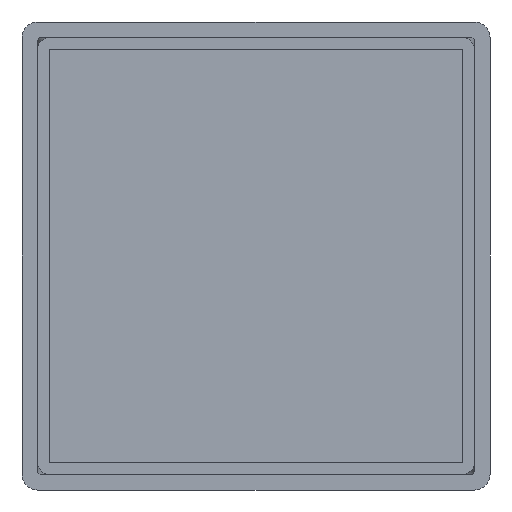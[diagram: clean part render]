
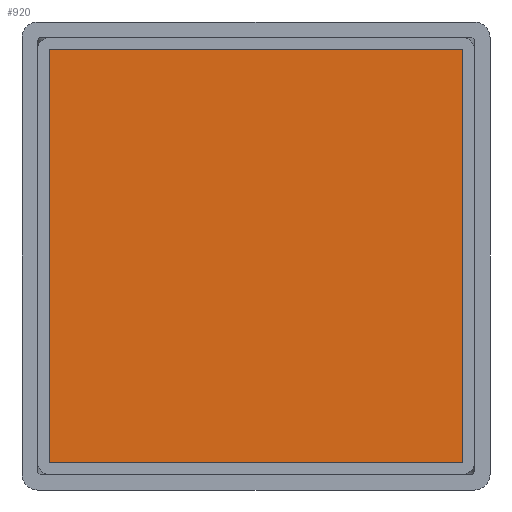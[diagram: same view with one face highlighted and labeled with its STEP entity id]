
A CAD part, front view. The second image highlights one B-rep face of the part: STEP entity #920.
In plain terms, the highlighted planar face has unit normal (0, -1, 0).
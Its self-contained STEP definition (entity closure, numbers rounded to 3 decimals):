
#23 = CARTESIAN_POINT ( 'NONE',  ( -26.5, 20., 26.5 ) ) ;
#25 = ORIENTED_EDGE ( 'NONE', *, *, #466, .F. ) ;
#56 = DIRECTION ( 'NONE',  ( 0., 1., 0. ) ) ;
#64 = CARTESIAN_POINT ( 'NONE',  ( -26.25, 20., -26.5 ) ) ;
#67 = ORIENTED_EDGE ( 'NONE', *, *, #830, .T. ) ;
#96 = VECTOR ( 'NONE', #492, 1000. ) ;
#99 = VECTOR ( 'NONE', #706, 1000. ) ;
#111 = CARTESIAN_POINT ( 'NONE',  ( 26.25, 20., -26.5 ) ) ;
#115 = DIRECTION ( 'NONE',  ( 0., 0., -1. ) ) ;
#120 = CARTESIAN_POINT ( 'NONE',  ( 26.5, 20., 26.25 ) ) ;
#134 = EDGE_CURVE ( 'NONE', #866, #627, #1246, .T. ) ;
#153 = CIRCLE ( 'NONE', #1072, 0.25 ) ;
#189 = CARTESIAN_POINT ( 'NONE',  ( 26.25, 20., 26.5 ) ) ;
#207 = DIRECTION ( 'NONE',  ( 0., -1., 0. ) ) ;
#227 = PLANE ( 'NONE',  #864 ) ;
#279 = EDGE_CURVE ( 'NONE', #1194, #929, #468, .T. ) ;
#290 = ORIENTED_EDGE ( 'NONE', *, *, #654, .F. ) ;
#316 = LINE ( 'NONE', #23, #96 ) ;
#354 = VECTOR ( 'NONE', #115, 1000. ) ;
#359 = CARTESIAN_POINT ( 'NONE',  ( -26.25, 20., 26.5 ) ) ;
#363 = DIRECTION ( 'NONE',  ( 0., 0., 1. ) ) ;
#379 = VERTEX_POINT ( 'NONE', #359 ) ;
#418 = ORIENTED_EDGE ( 'NONE', *, *, #279, .F. ) ;
#420 = FACE_OUTER_BOUND ( 'NONE', #529, .T. ) ;
#466 = EDGE_CURVE ( 'NONE', #379, #798, #316, .T. ) ;
#468 = LINE ( 'NONE', #952, #708 ) ;
#485 = EDGE_CURVE ( 'NONE', #379, #929, #153, .T. ) ;
#492 = DIRECTION ( 'NONE',  ( 1., 0., 0. ) ) ;
#515 = DIRECTION ( 'NONE',  ( 0., 0., 1. ) ) ;
#529 = EDGE_LOOP ( 'NONE', ( #549, #67, #25, #535, #418, #861, #290, #729 ) ) ;
#535 = ORIENTED_EDGE ( 'NONE', *, *, #485, .T. ) ;
#536 = CARTESIAN_POINT ( 'NONE',  ( -26.5, 20., -26.25 ) ) ;
#544 = CARTESIAN_POINT ( 'NONE',  ( 26.25, 20., -26.25 ) ) ;
#549 = ORIENTED_EDGE ( 'NONE', *, *, #791, .F. ) ;
#588 = AXIS2_PLACEMENT_3D ( 'NONE', #857, #606, #969 ) ;
#606 = DIRECTION ( 'NONE',  ( 0., -1., 0. ) ) ;
#621 = DIRECTION ( 'NONE',  ( 0., 0., 1. ) ) ;
#622 = DIRECTION ( 'NONE',  ( 0., 0., 1. ) ) ;
#627 = VERTEX_POINT ( 'NONE', #712 ) ;
#654 = EDGE_CURVE ( 'NONE', #866, #764, #717, .T. ) ;
#705 = CARTESIAN_POINT ( 'NONE',  ( 0., 20., 0. ) ) ;
#706 = DIRECTION ( 'NONE',  ( -1., 0., 0. ) ) ;
#708 = VECTOR ( 'NONE', #363, 1000. ) ;
#712 = CARTESIAN_POINT ( 'NONE',  ( 26.5, 20., -26.25 ) ) ;
#717 = LINE ( 'NONE', #818, #99 ) ;
#720 = DIRECTION ( 'NONE',  ( 0., -1., 0. ) ) ;
#721 = CARTESIAN_POINT ( 'NONE',  ( -26.5, 20., 26.25 ) ) ;
#729 = ORIENTED_EDGE ( 'NONE', *, *, #134, .T. ) ;
#756 = CIRCLE ( 'NONE', #1177, 0.25 ) ;
#764 = VERTEX_POINT ( 'NONE', #64 ) ;
#791 = EDGE_CURVE ( 'NONE', #1209, #627, #1163, .T. ) ;
#798 = VERTEX_POINT ( 'NONE', #189 ) ;
#814 = CARTESIAN_POINT ( 'NONE',  ( -26.25, 20., -26.25 ) ) ;
#818 = CARTESIAN_POINT ( 'NONE',  ( -26.5, 20., -26.5 ) ) ;
#830 = EDGE_CURVE ( 'NONE', #1209, #798, #1117, .T. ) ;
#857 = CARTESIAN_POINT ( 'NONE',  ( 26.25, 20., 26.25 ) ) ;
#860 = AXIS2_PLACEMENT_3D ( 'NONE', #544, #1019, #621 ) ;
#861 = ORIENTED_EDGE ( 'NONE', *, *, #1243, .T. ) ;
#864 = AXIS2_PLACEMENT_3D ( 'NONE', #705, #56, #1076 ) ;
#866 = VERTEX_POINT ( 'NONE', #111 ) ;
#876 = CARTESIAN_POINT ( 'NONE',  ( -26.25, 20., 26.25 ) ) ;
#920 = ADVANCED_FACE ( 'NONE', ( #420 ), #227, .F. ) ;
#929 = VERTEX_POINT ( 'NONE', #721 ) ;
#952 = CARTESIAN_POINT ( 'NONE',  ( -26.5, 20., -26.5 ) ) ;
#969 = DIRECTION ( 'NONE',  ( 0., 0., 1. ) ) ;
#1019 = DIRECTION ( 'NONE',  ( 0., -1., 0. ) ) ;
#1072 = AXIS2_PLACEMENT_3D ( 'NONE', #876, #207, #515 ) ;
#1076 = DIRECTION ( 'NONE',  ( 0., 0., 1. ) ) ;
#1117 = CIRCLE ( 'NONE', #588, 0.25 ) ;
#1163 = LINE ( 'NONE', #1167, #354 ) ;
#1167 = CARTESIAN_POINT ( 'NONE',  ( 26.5, 20., -26.5 ) ) ;
#1177 = AXIS2_PLACEMENT_3D ( 'NONE', #814, #720, #622 ) ;
#1194 = VERTEX_POINT ( 'NONE', #536 ) ;
#1209 = VERTEX_POINT ( 'NONE', #120 ) ;
#1243 = EDGE_CURVE ( 'NONE', #1194, #764, #756, .T. ) ;
#1246 = CIRCLE ( 'NONE', #860, 0.25 ) ;
